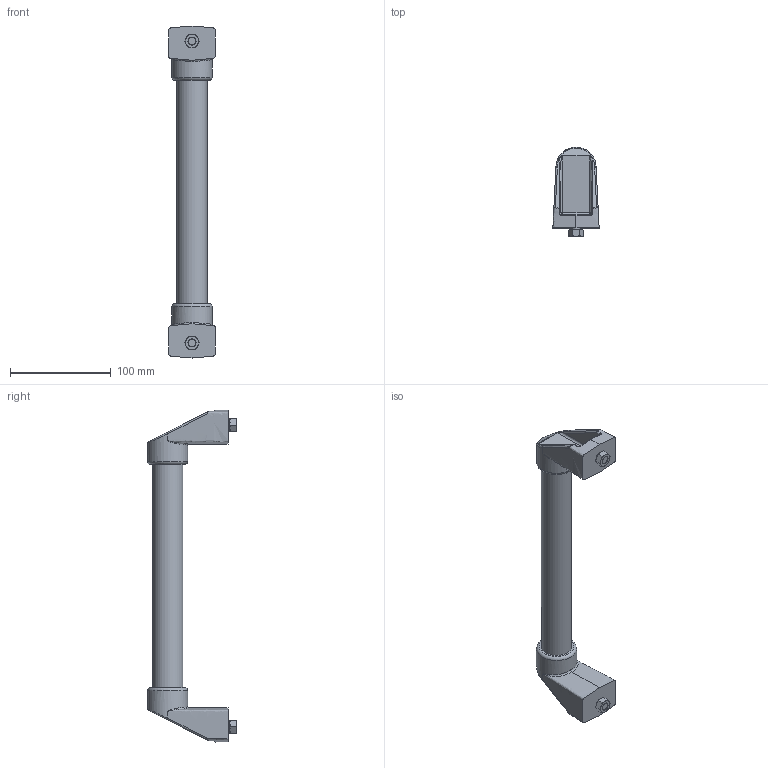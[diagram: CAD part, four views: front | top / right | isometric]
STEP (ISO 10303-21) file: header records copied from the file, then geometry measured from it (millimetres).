
FILE_DESCRIPTION (( 'STEP AP214' ), '1' );
FILE_NAME ('SCE-UHK13.STEP', '2021-02-04T19:31:02', ( '' ), ( '' ), 'SwSTEP 2.0', 'SolidWorks 2019', '' );
FILE_SCHEMA (( 'AUTOMOTIVE_DESIGN' ));
Length unit declared in the file: inch
Products named in the file (1): SCE-UHK13
Bounding box: 46 x 88.41 x 330 mm (x, y, z)
Volume: 128805.7 mm3; surface area: 87229.7 mm2
Topology: 7 solids, 7 shells, 166 faces, 396 edges, 250 vertices
Faces by surface type: plane 78, bspline 40, cylinder 30, cone 8, torus 6, sphere 4
Full cylindrical faces by diameter (mm): 7.925 x2, 8.001 x2, 8.4 x2, 13.005 x2, 28.5 x1, 30 x1, 30.2 x2, 40 x2
Entity records: 10436 total; most frequent: CARTESIAN_POINT 4809, ORIENTED_EDGE 724, DIRECTION 584, EDGE_CURVE 362, VERTEX_POINT 242, AXIS2_PLACEMENT_3D 225, EDGE_LOOP 208, FACE_OUTER_BOUND 184
